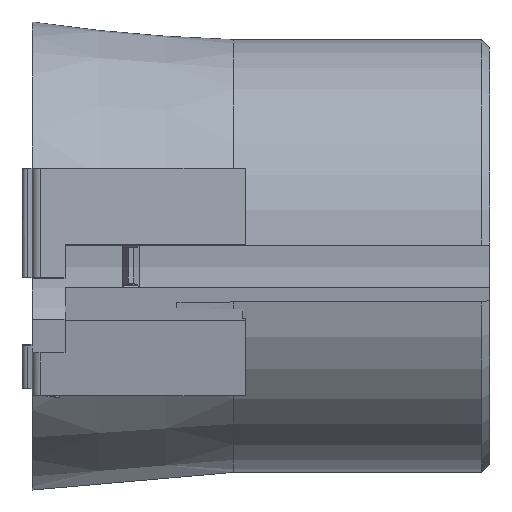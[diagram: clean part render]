
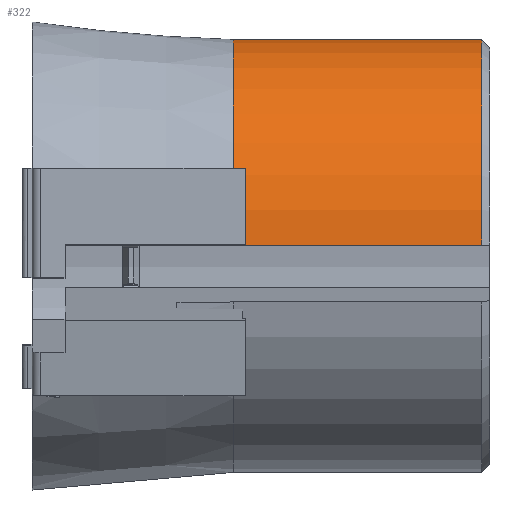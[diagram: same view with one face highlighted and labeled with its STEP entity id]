
A CAD part, top view. The second image highlights one B-rep face of the part: STEP entity #322.
In plain terms, the highlighted cylindrical face has radius 12.5 mm (diameter 25 mm), a partial arc.
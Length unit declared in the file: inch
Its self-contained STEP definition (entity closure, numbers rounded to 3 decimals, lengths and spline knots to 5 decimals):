
#70 = AXIS2_PLACEMENT_3D ( 'NONE', #2749, #1173, #2770 ) ;
#98 = DIRECTION ( 'NONE',  ( 0., -1., 0. ) ) ;
#116 = VECTOR ( 'NONE', #360, 39.37008 ) ;
#140 = AXIS2_PLACEMENT_3D ( 'NONE', #1686, #2951, #98 ) ;
#275 = CARTESIAN_POINT ( 'NONE',  ( 0.7565, 0., 0.49213 ) ) ;
#319 = VERTEX_POINT ( 'NONE', #690 ) ;
#322 = ADVANCED_FACE ( 'NONE', ( #1646 ), #1969, .T. ) ;
#337 = CIRCLE ( 'NONE', #70, 0.49213 ) ;
#360 = DIRECTION ( 'NONE',  ( 1., 0., 0. ) ) ;
#392 = CARTESIAN_POINT ( 'NONE',  ( 1.04331, 0., 0.49213 ) ) ;
#544 = LINE ( 'NONE', #3370, #1072 ) ;
#690 = CARTESIAN_POINT ( 'NONE',  ( 1.04331, 0.01754, -0.49181 ) ) ;
#762 = EDGE_CURVE ( 'NONE', #1468, #1286, #3215, .T. ) ;
#1072 = VECTOR ( 'NONE', #2092, 39.37008 ) ;
#1173 = DIRECTION ( 'NONE',  ( -1., 0., 0. ) ) ;
#1229 = ORIENTED_EDGE ( 'NONE', *, *, #3578, .F. ) ;
#1286 = VERTEX_POINT ( 'NONE', #392 ) ;
#1331 = DIRECTION ( 'NONE',  ( -1., 0., 0. ) ) ;
#1342 = CARTESIAN_POINT ( 'NONE',  ( 0.45, 0., 0.49213 ) ) ;
#1362 = ORIENTED_EDGE ( 'NONE', *, *, #3662, .T. ) ;
#1468 = VERTEX_POINT ( 'NONE', #1342 ) ;
#1510 = EDGE_LOOP ( 'NONE', ( #2502, #1362, #1229, #1651 ) ) ;
#1646 = FACE_OUTER_BOUND ( 'NONE', #1510, .T. ) ;
#1651 = ORIENTED_EDGE ( 'NONE', *, *, #2041, .T. ) ;
#1686 = CARTESIAN_POINT ( 'NONE',  ( 0.45, 0., 0. ) ) ;
#1796 = AXIS2_PLACEMENT_3D ( 'NONE', #2907, #1331, #2600 ) ;
#1969 = CYLINDRICAL_SURFACE ( 'NONE', #1796, 0.49213 ) ;
#2041 = EDGE_CURVE ( 'NONE', #2135, #1468, #2679, .T. ) ;
#2092 = DIRECTION ( 'NONE',  ( 1., 0., 0. ) ) ;
#2135 = VERTEX_POINT ( 'NONE', #2476 ) ;
#2476 = CARTESIAN_POINT ( 'NONE',  ( 0.45, 0.01754, -0.49181 ) ) ;
#2502 = ORIENTED_EDGE ( 'NONE', *, *, #762, .T. ) ;
#2600 = DIRECTION ( 'NONE',  ( 0., -1., 0. ) ) ;
#2679 = CIRCLE ( 'NONE', #140, 0.49213 ) ;
#2749 = CARTESIAN_POINT ( 'NONE',  ( 1.04331, 0., 0. ) ) ;
#2770 = DIRECTION ( 'NONE',  ( 0., -1., 0. ) ) ;
#2907 = CARTESIAN_POINT ( 'NONE',  ( 0.7565, 0., 0. ) ) ;
#2951 = DIRECTION ( 'NONE',  ( 1., 0., 0. ) ) ;
#3215 = LINE ( 'NONE', #275, #116 ) ;
#3370 = CARTESIAN_POINT ( 'NONE',  ( 0.7565, 0.01754, -0.49181 ) ) ;
#3578 = EDGE_CURVE ( 'NONE', #2135, #319, #544, .T. ) ;
#3662 = EDGE_CURVE ( 'NONE', #1286, #319, #337, .T. ) ;
